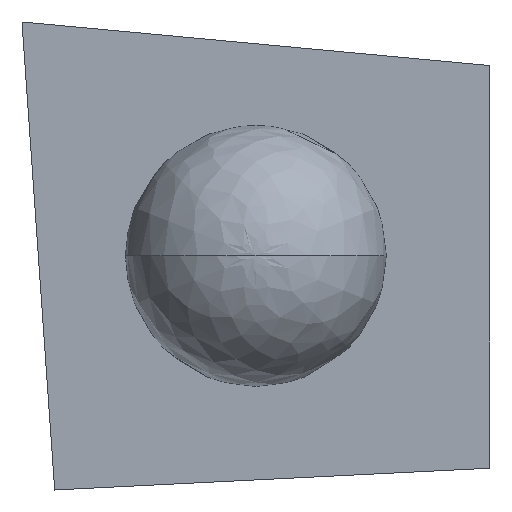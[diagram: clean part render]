
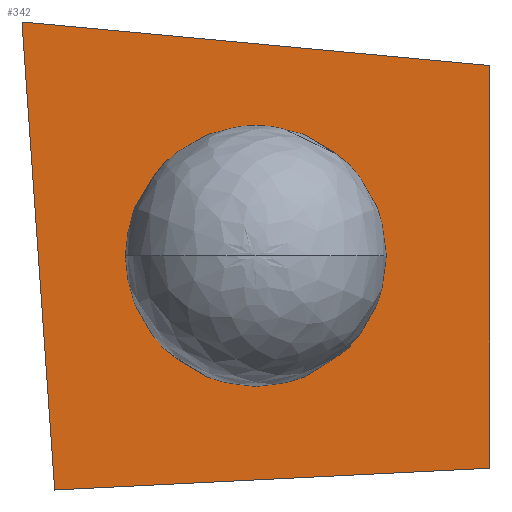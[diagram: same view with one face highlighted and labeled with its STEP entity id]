
A CAD part, top view. The second image highlights one B-rep face of the part: STEP entity #342.
In plain terms, the highlighted planar face has unit normal (0, 0, 1).
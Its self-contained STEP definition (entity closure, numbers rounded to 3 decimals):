
#55=FACE_BOUND('',#789,.T.);
#135=PLANE('',#3250);
#342=ADVANCED_FACE('',(#545,#55),#135,.T.);
#545=FACE_OUTER_BOUND('',#788,.T.);
#788=EDGE_LOOP('',(#1599,#1600,#1601,#1602));
#789=EDGE_LOOP('',(#1603,#1604));
#1599=ORIENTED_EDGE('',*,*,#2164,.F.);
#1600=ORIENTED_EDGE('',*,*,#2162,.F.);
#1601=ORIENTED_EDGE('',*,*,#2160,.F.);
#1602=ORIENTED_EDGE('',*,*,#2157,.F.);
#1603=ORIENTED_EDGE('',*,*,#2166,.T.);
#1604=ORIENTED_EDGE('',*,*,#2165,.T.);
#2157=EDGE_CURVE('',#2977,#2978,#2394,.T.);
#2160=EDGE_CURVE('',#2978,#2979,#2397,.T.);
#2162=EDGE_CURVE('',#2979,#2980,#2399,.T.);
#2164=EDGE_CURVE('',#2980,#2977,#2401,.T.);
#2165=EDGE_CURVE('',#2981,#2982,#2650,.T.);
#2166=EDGE_CURVE('',#2982,#2981,#2651,.T.);
#2394=B_SPLINE_CURVE_WITH_KNOTS('',1,(#7273,#7274),.UNSPECIFIED.,.F.,.F.,
(2,2),(0.,215.523),.UNSPECIFIED.);
#2397=B_SPLINE_CURVE_WITH_KNOTS('',1,(#7279,#7280),.UNSPECIFIED.,.F.,.F.,
(2,2),(0.,215.928),.UNSPECIFIED.);
#2399=B_SPLINE_CURVE_WITH_KNOTS('',1,(#7283,#7284),.UNSPECIFIED.,.F.,.F.,
(2,2),(0.,185.),.UNSPECIFIED.);
#2401=B_SPLINE_CURVE_WITH_KNOTS('',1,(#7287,#7288),.UNSPECIFIED.,.F.,.F.,
(2,2),(0.,200.25),.UNSPECIFIED.);
#2650=(
BOUNDED_CURVE()
B_SPLINE_CURVE(2,(#7289,#7290,#7291,#7292,#7293),.UNSPECIFIED.,.F.,.F.)
B_SPLINE_CURVE_WITH_KNOTS((3,2,3),(0.,110.,220.),.UNSPECIFIED.)
CURVE()
GEOMETRIC_REPRESENTATION_ITEM()
RATIONAL_B_SPLINE_CURVE((1.,0.707,1.,0.707,1.))
REPRESENTATION_ITEM('')
);
#2651=(
BOUNDED_CURVE()
B_SPLINE_CURVE(2,(#7294,#7295,#7296,#7297,#7298),.UNSPECIFIED.,.F.,.F.)
B_SPLINE_CURVE_WITH_KNOTS((3,2,3),(0.,110.,220.),.UNSPECIFIED.)
CURVE()
GEOMETRIC_REPRESENTATION_ITEM()
RATIONAL_B_SPLINE_CURVE((1.,0.707,1.,0.707,1.))
REPRESENTATION_ITEM('')
);
#2977=VERTEX_POINT('',#7187);
#2978=VERTEX_POINT('',#7188);
#2979=VERTEX_POINT('',#7189);
#2980=VERTEX_POINT('',#7190);
#2981=VERTEX_POINT('',#7191);
#2982=VERTEX_POINT('',#7192);
#3250=AXIS2_PLACEMENT_3D('',#6681,#3325,$);
#3325=DIRECTION('',(0.,0.,1.));
#6681=CARTESIAN_POINT('',(114.521,-599.737,25.));
#7187=CARTESIAN_POINT('',(-92.5,-607.5,25.));
#7188=CARTESIAN_POINT('',(-107.5,-392.5,25.));
#7189=CARTESIAN_POINT('',(107.5,-412.5,25.));
#7190=CARTESIAN_POINT('',(107.5,-597.5,25.));
#7191=CARTESIAN_POINT('',(0.,-445.,25.));
#7192=CARTESIAN_POINT('',(0.,-555.,25.));
#7273=CARTESIAN_POINT('',(-92.5,-607.5,25.));
#7274=CARTESIAN_POINT('',(-107.5,-392.5,25.));
#7279=CARTESIAN_POINT('',(-107.5,-392.5,25.));
#7280=CARTESIAN_POINT('',(107.5,-412.5,25.));
#7283=CARTESIAN_POINT('',(107.5,-412.5,25.));
#7284=CARTESIAN_POINT('',(107.5,-597.5,25.));
#7287=CARTESIAN_POINT('',(107.5,-597.5,25.));
#7288=CARTESIAN_POINT('',(-92.5,-607.5,25.));
#7289=CARTESIAN_POINT('',(0.,-445.,25.));
#7290=CARTESIAN_POINT('',(55.,-445.,25.));
#7291=CARTESIAN_POINT('',(55.,-500.,25.));
#7292=CARTESIAN_POINT('',(55.,-555.,25.));
#7293=CARTESIAN_POINT('',(0.,-555.,25.));
#7294=CARTESIAN_POINT('',(0.,-555.,25.));
#7295=CARTESIAN_POINT('',(-55.,-555.,25.));
#7296=CARTESIAN_POINT('',(-55.,-500.,25.));
#7297=CARTESIAN_POINT('',(-55.,-445.,25.));
#7298=CARTESIAN_POINT('',(0.,-445.,25.));
